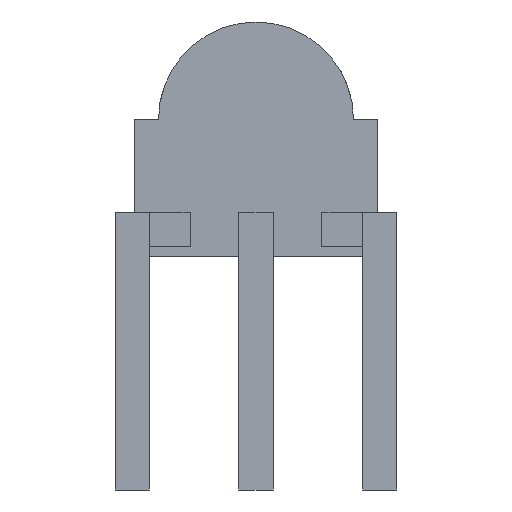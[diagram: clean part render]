
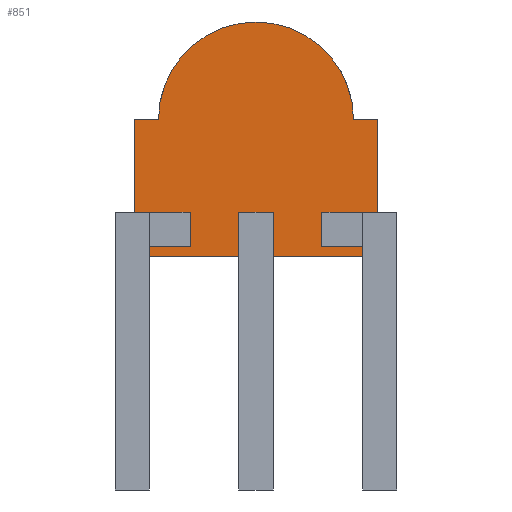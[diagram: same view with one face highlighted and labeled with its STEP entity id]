
A CAD part, front view. The second image highlights one B-rep face of the part: STEP entity #851.
In plain terms, the highlighted planar face has unit normal (0, -1, 0).
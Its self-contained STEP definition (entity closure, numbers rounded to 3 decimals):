
#35=FACE_BOUND('',#128,.T.);
#36=FACE_BOUND('',#129,.T.);
#37=FACE_BOUND('',#130,.T.);
#39=CIRCLE('',#913,2.);
#82=FACE_OUTER_BOUND('',#127,.T.);
#127=EDGE_LOOP('',(#672,#673,#674,#675,#676,#677));
#128=EDGE_LOOP('',(#678,#679,#680,#681));
#129=EDGE_LOOP('',(#682,#683,#684,#685));
#130=EDGE_LOOP('',(#686,#687,#688,#689));
#146=LINE('',#1152,#247);
#179=LINE('',#1218,#280);
#195=LINE('',#1249,#296);
#197=LINE('',#1253,#298);
#199=LINE('',#1257,#300);
#200=LINE('',#1259,#301);
#212=LINE('',#1282,#313);
#214=LINE('',#1286,#315);
#216=LINE('',#1290,#317);
#217=LINE('',#1292,#318);
#223=LINE('',#1312,#324);
#228=LINE('',#1322,#329);
#229=LINE('',#1325,#330);
#231=LINE('',#1328,#332);
#232=LINE('',#1329,#333);
#233=LINE('',#1332,#334);
#234=LINE('',#1333,#335);
#247=VECTOR('',#944,1000.);
#280=VECTOR('',#1001,1000.);
#296=VECTOR('',#1031,1000.);
#298=VECTOR('',#1035,1000.);
#300=VECTOR('',#1039,1000.);
#301=VECTOR('',#1042,1000.);
#313=VECTOR('',#1064,1000.);
#315=VECTOR('',#1068,1000.);
#317=VECTOR('',#1072,1000.);
#318=VECTOR('',#1075,1000.);
#324=VECTOR('',#1093,1000.);
#329=VECTOR('',#1102,1000.);
#330=VECTOR('',#1105,1000.);
#332=VECTOR('',#1109,1000.);
#333=VECTOR('',#1110,1000.);
#334=VECTOR('',#1113,1000.);
#335=VECTOR('',#1114,1000.);
#348=VERTEX_POINT('',#1149);
#349=VERTEX_POINT('',#1151);
#370=VERTEX_POINT('',#1216);
#377=VERTEX_POINT('',#1245);
#378=VERTEX_POINT('',#1247);
#379=VERTEX_POINT('',#1251);
#380=VERTEX_POINT('',#1255);
#385=VERTEX_POINT('',#1278);
#386=VERTEX_POINT('',#1280);
#387=VERTEX_POINT('',#1284);
#388=VERTEX_POINT('',#1288);
#390=VERTEX_POINT('',#1295);
#391=VERTEX_POINT('',#1297);
#394=VERTEX_POINT('',#1306);
#396=VERTEX_POINT('',#1310);
#399=VERTEX_POINT('',#1320);
#400=VERTEX_POINT('',#1324);
#401=VERTEX_POINT('',#1331);
#412=EDGE_CURVE('',#348,#349,#146,.T.);
#445=EDGE_CURVE('',#370,#348,#179,.T.);
#461=EDGE_CURVE('',#378,#377,#195,.T.);
#463=EDGE_CURVE('',#379,#378,#197,.T.);
#465=EDGE_CURVE('',#380,#379,#199,.T.);
#466=EDGE_CURVE('',#377,#380,#200,.T.);
#478=EDGE_CURVE('',#386,#385,#212,.T.);
#480=EDGE_CURVE('',#387,#386,#214,.T.);
#482=EDGE_CURVE('',#388,#387,#216,.T.);
#483=EDGE_CURVE('',#385,#388,#217,.T.);
#485=EDGE_CURVE('',#391,#390,#39,.T.);
#492=EDGE_CURVE('',#394,#396,#223,.T.);
#497=EDGE_CURVE('',#399,#396,#228,.T.);
#498=EDGE_CURVE('',#400,#394,#229,.T.);
#500=EDGE_CURVE('',#391,#399,#231,.T.);
#501=EDGE_CURVE('',#400,#390,#232,.T.);
#502=EDGE_CURVE('',#349,#401,#233,.T.);
#503=EDGE_CURVE('',#401,#370,#234,.T.);
#672=ORIENTED_EDGE('',*,*,#500,.F.);
#673=ORIENTED_EDGE('',*,*,#485,.T.);
#674=ORIENTED_EDGE('',*,*,#501,.F.);
#675=ORIENTED_EDGE('',*,*,#498,.T.);
#676=ORIENTED_EDGE('',*,*,#492,.T.);
#677=ORIENTED_EDGE('',*,*,#497,.F.);
#678=ORIENTED_EDGE('',*,*,#483,.F.);
#679=ORIENTED_EDGE('',*,*,#478,.F.);
#680=ORIENTED_EDGE('',*,*,#480,.F.);
#681=ORIENTED_EDGE('',*,*,#482,.F.);
#682=ORIENTED_EDGE('',*,*,#502,.F.);
#683=ORIENTED_EDGE('',*,*,#412,.F.);
#684=ORIENTED_EDGE('',*,*,#445,.F.);
#685=ORIENTED_EDGE('',*,*,#503,.F.);
#686=ORIENTED_EDGE('',*,*,#466,.F.);
#687=ORIENTED_EDGE('',*,*,#461,.F.);
#688=ORIENTED_EDGE('',*,*,#463,.F.);
#689=ORIENTED_EDGE('',*,*,#465,.F.);
#751=PLANE('',#922);
#851=ADVANCED_FACE('',(#82,#35,#36,#37),#751,.F.);
#913=AXIS2_PLACEMENT_3D('',#1298,#1079,#1080);
#922=AXIS2_PLACEMENT_3D('',#1330,#1111,#1112);
#944=DIRECTION('',(0.,0.,1.));
#1001=DIRECTION('',(1.,0.,0.));
#1031=DIRECTION('',(-1.,0.,0.));
#1035=DIRECTION('',(0.,0.,1.));
#1039=DIRECTION('',(1.,0.,0.));
#1042=DIRECTION('',(0.,0.,-1.));
#1064=DIRECTION('',(-1.,0.,0.));
#1068=DIRECTION('',(0.,0.,1.));
#1072=DIRECTION('',(1.,0.,0.));
#1075=DIRECTION('',(0.,0.,-1.));
#1079=DIRECTION('center_axis',(0.,-1.,0.));
#1080=DIRECTION('ref_axis',(0.,0.,1.));
#1093=DIRECTION('',(1.,0.,0.));
#1102=DIRECTION('',(0.,0.,-1.));
#1105=DIRECTION('',(0.,0.,-1.));
#1109=DIRECTION('',(1.,0.,0.));
#1110=DIRECTION('',(1.,0.,0.));
#1111=DIRECTION('center_axis',(0.,1.,0.));
#1112=DIRECTION('ref_axis',(0.,0.,1.));
#1113=DIRECTION('',(-1.,0.,0.));
#1114=DIRECTION('',(0.,0.,-1.));
#1149=CARTESIAN_POINT('',(2.85,0.,0.2));
#1151=CARTESIAN_POINT('',(2.85,0.,0.9));
#1152=CARTESIAN_POINT('',(2.85,0.,0.2));
#1216=CARTESIAN_POINT('',(2.15,0.,0.2));
#1218=CARTESIAN_POINT('',(2.85,0.,0.2));
#1245=CARTESIAN_POINT('',(0.45,0.,0.9));
#1247=CARTESIAN_POINT('',(1.15,0.,0.9));
#1249=CARTESIAN_POINT('',(1.15,0.,0.9));
#1251=CARTESIAN_POINT('',(1.15,0.,0.2));
#1253=CARTESIAN_POINT('',(1.15,0.,0.9));
#1255=CARTESIAN_POINT('',(0.45,0.,0.2));
#1257=CARTESIAN_POINT('',(1.15,0.,0.2));
#1259=CARTESIAN_POINT('',(0.45,0.,0.9));
#1278=CARTESIAN_POINT('',(3.85,0.,0.9));
#1280=CARTESIAN_POINT('',(4.55,0.,0.9));
#1282=CARTESIAN_POINT('',(3.85,0.,0.9));
#1284=CARTESIAN_POINT('',(4.55,0.,0.2));
#1286=CARTESIAN_POINT('',(4.55,0.,0.9));
#1288=CARTESIAN_POINT('',(3.85,0.,0.2));
#1290=CARTESIAN_POINT('',(3.85,0.,0.2));
#1292=CARTESIAN_POINT('',(3.85,0.,0.9));
#1295=CARTESIAN_POINT('',(0.5,0.,2.8));
#1297=CARTESIAN_POINT('',(4.5,0.,2.8));
#1298=CARTESIAN_POINT('Origin',(2.5,0.,2.8));
#1306=CARTESIAN_POINT('',(0.,0.,0.));
#1310=CARTESIAN_POINT('',(5.,0.,0.));
#1312=CARTESIAN_POINT('',(0.,0.,0.));
#1320=CARTESIAN_POINT('',(5.,0.,2.8));
#1322=CARTESIAN_POINT('',(5.,0.,2.8));
#1324=CARTESIAN_POINT('',(0.,0.,2.8));
#1325=CARTESIAN_POINT('',(0.,0.,2.8));
#1328=CARTESIAN_POINT('',(0.,0.,2.8));
#1329=CARTESIAN_POINT('',(0.,0.,2.8));
#1330=CARTESIAN_POINT('Origin',(0.,0.,2.8));
#1331=CARTESIAN_POINT('',(2.15,0.,0.9));
#1332=CARTESIAN_POINT('',(2.85,0.,0.9));
#1333=CARTESIAN_POINT('',(2.15,0.,0.2));
